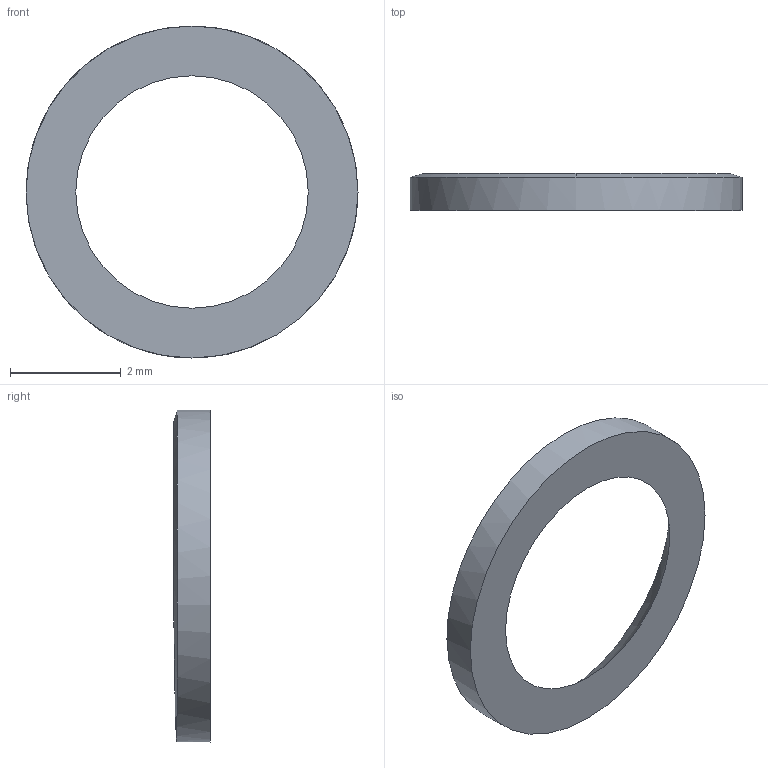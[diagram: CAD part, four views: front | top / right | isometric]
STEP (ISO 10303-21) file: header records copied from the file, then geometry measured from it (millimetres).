
FILE_DESCRIPTION(('FreeCAD Model'),'2;1');
FILE_NAME('Open CASCADE Shape Model','2022-10-20T15:48:22',(''),(''), 'Open CASCADE STEP processor 7.5','FreeCAD','Unknown');
FILE_SCHEMA(('AUTOMOTIVE_DESIGN { 1 0 10303 214 1 1 1 1 }'));
Length unit declared in the file: millimetre
Products named in the file (1): spacer_bottom_2
Bounding box: 6 x 0.67 x 6 mm (x, y, z)
Volume: 5.8 mm3; surface area: 44.5 mm2
Topology: 1 solids, 1 shells, 5 faces, 10 edges, 6 vertices
Faces by surface type: bspline 2, cylinder 1, plane 1, sphere 1
Full cylindrical faces by diameter (mm): 6 x1
Entity records: 409 total; most frequent: CARTESIAN_POINT 194, DIRECTION 29, ORIENTED_EDGE 20, PCURVE 20, DEFINITIONAL_REPRESENTATION 20, LINE 13, VECTOR 13, B_SPLINE_CURVE_WITH_KNOTS 12
